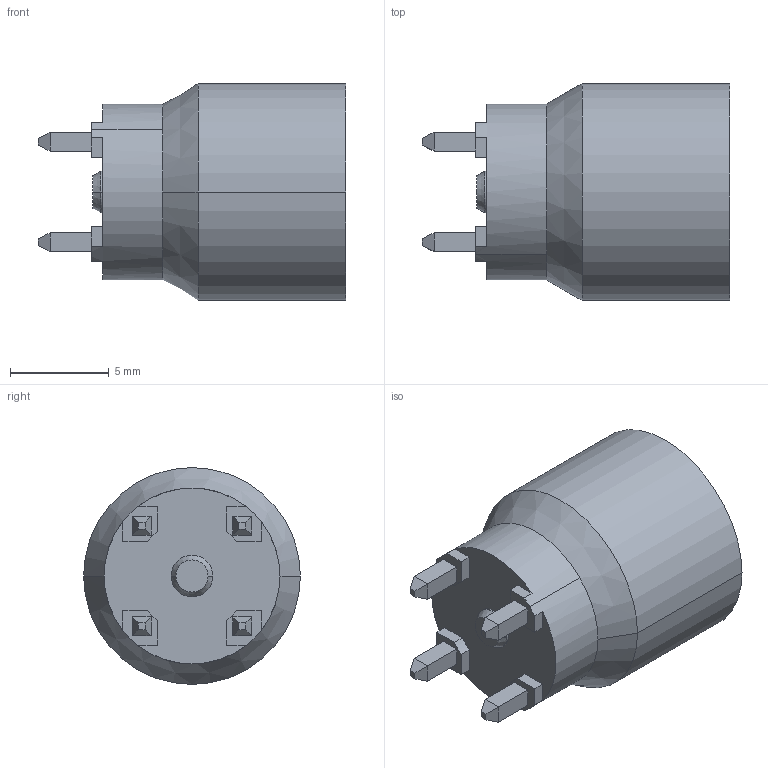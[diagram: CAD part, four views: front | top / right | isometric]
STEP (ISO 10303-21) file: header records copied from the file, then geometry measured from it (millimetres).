
FILE_DESCRIPTION((''),'2;1');
FILE_NAME('920-263P-51P_SW0001','2020-05-05T',('Kaviyarasan'),(''),'CREO PARAMETRIC BY PTC INC, 2018360','CREO PARAMETRIC BY PTC INC, 2018360','');
FILE_SCHEMA(('CONFIG_CONTROL_DESIGN'));
Length unit declared in the file: millimetre
Products named in the file (1): 920-263P-51P_SW0001
Bounding box: 15.55 x 10.97 x 10.97 mm (x, y, z)
Volume: 769 mm3; surface area: 880 mm2
Topology: 1 solids, 1 shells, 164 faces, 436 edges, 282 vertices
Faces by surface type: plane 85, cylinder 37, torus 24, cone 14, sphere 4
Entity records: 5634 total; most frequent: CARTESIAN_POINT 1518, ORIENTED_EDGE 872, DIRECTION 832, EDGE_CURVE 436, AXIS2_PLACEMENT_3D 292, VERTEX_POINT 282, VECTOR 248, LINE 248
